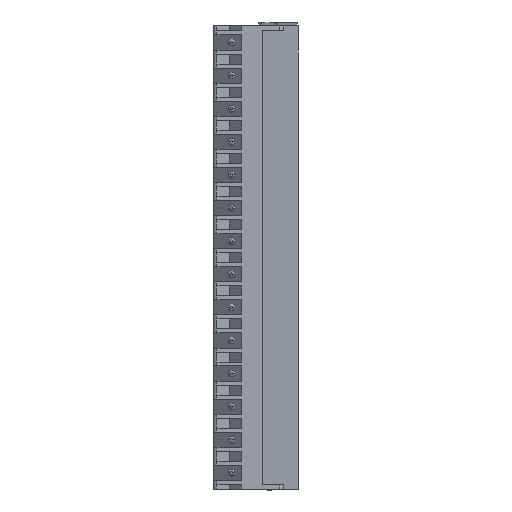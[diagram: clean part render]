
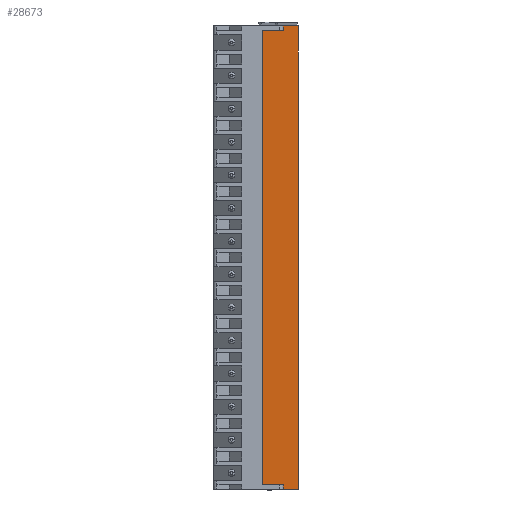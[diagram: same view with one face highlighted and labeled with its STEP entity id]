
A CAD part, front view. The second image highlights one B-rep face of the part: STEP entity #28673.
In plain terms, the highlighted planar face has unit normal (0.82, -0.572, 0).
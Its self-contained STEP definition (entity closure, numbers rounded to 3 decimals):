
#64=DIRECTION('',(0.572,0.82,0.));
#65=VECTOR('',#64,4.018);
#66=CARTESIAN_POINT('',(6.25,4.448,67.5));
#67=LINE('',#66,#65);
#6257=DIRECTION('',(0.572,0.82,0.));
#6258=VECTOR('',#6257,5.425);
#6259=CARTESIAN_POINT('',(3.145,0.,66.8));
#6260=LINE('',#6259,#6258);
#6261=DIRECTION('',(0.,0.,-1.));
#6262=VECTOR('',#6261,0.7);
#6263=CARTESIAN_POINT('',(6.25,4.448,67.5));
#6264=LINE('',#6263,#6262);
#6265=DIRECTION('',(0.,0.,1.));
#6266=VECTOR('',#6265,0.7);
#6267=CARTESIAN_POINT('',(6.25,4.448,-2.5));
#6268=LINE('',#6267,#6266);
#6269=DIRECTION('',(0.572,0.82,0.));
#6270=VECTOR('',#6269,5.425);
#6271=CARTESIAN_POINT('',(3.145,0.,-1.8));
#6272=LINE('',#6271,#6270);
#6273=DIRECTION('',(0.,0.,-1.));
#6274=VECTOR('',#6273,68.6);
#6275=CARTESIAN_POINT('',(3.145,0.,66.8));
#6276=LINE('',#6275,#6274);
#6290=DIRECTION('',(0.,0.,-1.));
#6291=VECTOR('',#6290,70.);
#6292=CARTESIAN_POINT('',(8.55,7.743,67.5));
#6293=LINE('',#6292,#6291);
#6379=DIRECTION('',(0.572,0.82,0.));
#6380=VECTOR('',#6379,4.018);
#6381=CARTESIAN_POINT('',(6.25,4.448,-2.5));
#6382=LINE('',#6381,#6380);
#16472=CARTESIAN_POINT('',(8.55,7.743,67.5));
#16474=VERTEX_POINT('',#16472);
#16496=CARTESIAN_POINT('',(8.55,7.743,-2.5));
#16498=VERTEX_POINT('',#16496);
#17132=CARTESIAN_POINT('',(3.145,0.,-1.8));
#17133=CARTESIAN_POINT('',(6.25,4.448,-1.8));
#17134=VERTEX_POINT('',#17132);
#17135=VERTEX_POINT('',#17133);
#17136=CARTESIAN_POINT('',(6.25,4.448,-2.5));
#17137=VERTEX_POINT('',#17136);
#17146=CARTESIAN_POINT('',(3.145,0.,66.8));
#17147=CARTESIAN_POINT('',(6.25,4.448,66.8));
#17148=VERTEX_POINT('',#17146);
#17149=VERTEX_POINT('',#17147);
#17150=CARTESIAN_POINT('',(6.25,4.448,67.5));
#17151=VERTEX_POINT('',#17150);
#28653=CARTESIAN_POINT('',(3.145,0.,67.5));
#28654=DIRECTION('',(0.82,-0.572,0.));
#28655=DIRECTION('',(0.572,0.82,0.));
#28656=AXIS2_PLACEMENT_3D('',#28653,#28654,#28655);
#28657=PLANE('',#28656);
#28659=ORIENTED_EDGE('',*,*,#28658,.T.);
#28660=ORIENTED_EDGE('',*,*,#28644,.F.);
#28661=ORIENTED_EDGE('',*,*,#21325,.T.);
#28663=ORIENTED_EDGE('',*,*,#28662,.T.);
#28665=ORIENTED_EDGE('',*,*,#28664,.F.);
#28667=ORIENTED_EDGE('',*,*,#28666,.T.);
#28669=ORIENTED_EDGE('',*,*,#28668,.F.);
#28670=ORIENTED_EDGE('',*,*,#28390,.F.);
#28671=EDGE_LOOP('',(#28659,#28660,#28661,#28663,#28665,#28667,#28669,#28670));
#28672=FACE_OUTER_BOUND('',#28671,.F.);
#21325=EDGE_CURVE('',#17151,#16474,#67,.T.);
#28390=EDGE_CURVE('',#17148,#17134,#6276,.T.);
#28644=EDGE_CURVE('',#17151,#17149,#6264,.T.);
#28658=EDGE_CURVE('',#17148,#17149,#6260,.T.);
#28662=EDGE_CURVE('',#16474,#16498,#6293,.T.);
#28664=EDGE_CURVE('',#17137,#16498,#6382,.T.);
#28666=EDGE_CURVE('',#17137,#17135,#6268,.T.);
#28668=EDGE_CURVE('',#17134,#17135,#6272,.T.);
#28673=ADVANCED_FACE('',(#28672),#28657,.T.);
